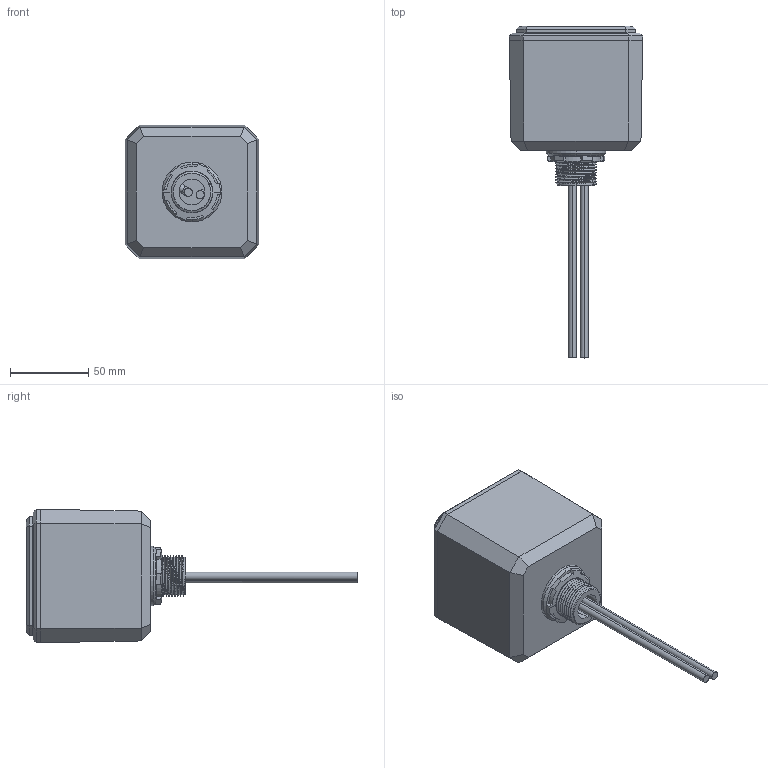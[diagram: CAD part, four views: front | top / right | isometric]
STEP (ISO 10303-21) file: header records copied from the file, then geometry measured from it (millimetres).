
FILE_DESCRIPTION (( 'STEP AP214' ), '1' );
FILE_NAME ('STXR120P05.step', '2016-11-01T21:08:47', ( '' ), ( '' ), 'SwSTEP 2.0', 'SolidWorks 2016', '' );
FILE_SCHEMA (( 'AUTOMOTIVE_DESIGN' ));
Length unit declared in the file: inch
Products named in the file (1): STXR120P05
Bounding box: 85.01 x 211.51 x 85.01 mm (x, y, z)
Volume: 127563.9 mm3; surface area: 87419.6 mm2
Topology: 5 solids, 5 shells, 476 faces, 1267 edges, 811 vertices
Faces by surface type: plane 309, cylinder 97, bspline 44, cone 26
Entity records: 18877 total; most frequent: CARTESIAN_POINT 7597, ORIENTED_EDGE 2534, DIRECTION 2048, EDGE_CURVE 1267, VECTOR 886, LINE 886, VERTEX_POINT 811, AXIS2_PLACEMENT_3D 581
